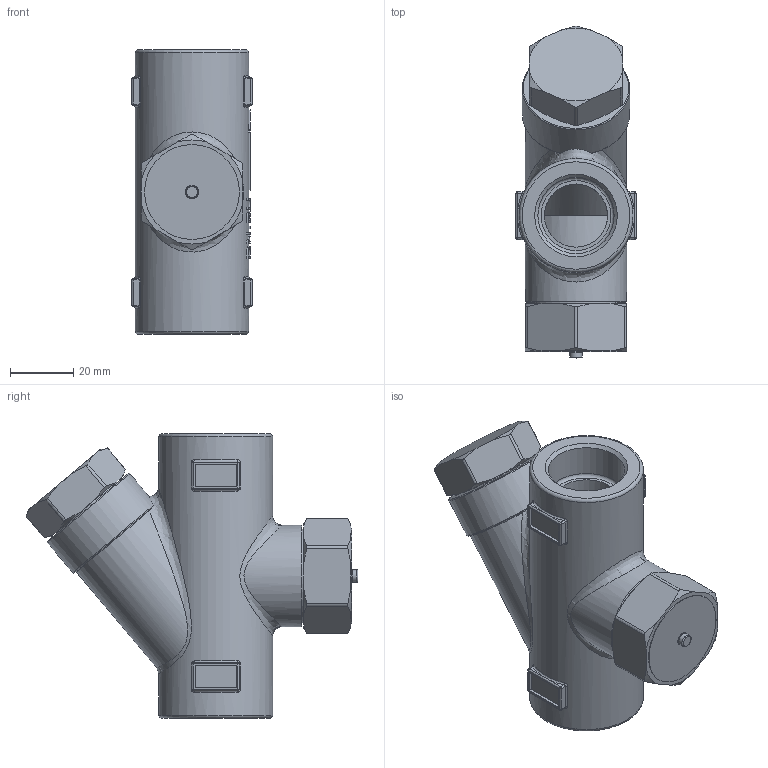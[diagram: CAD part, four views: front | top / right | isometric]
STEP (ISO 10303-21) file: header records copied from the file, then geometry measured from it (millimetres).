
FILE_DESCRIPTION(/* description */ (''),/* implementation_level */ '2;1');
FILE_NAME(/* name */ 'DN20_3D_STEP.stp',/* time_stamp */ '2025-11-26T00:45:21+03:00',/* author */ ('igorr'),/* organization */ (''),/* preprocessor_version */ 'ST-DEVELOPER v20',/* originating_system */ 'Autodesk Inventor 2025',/* authorisation */ '');
FILE_SCHEMA (('AUTOMOTIVE_DESIGN { 1 0 10303 214 3 1 1 }'));
Length unit declared in the file: millimetre
Products named in the file (1): Деталь1
Bounding box: 38 x 105 x 90 mm (x, y, z)
Volume: 133330.3 mm3; surface area: 25622.2 mm2
Topology: 1 solids, 1 shells, 298 faces, 712 edges, 444 vertices
Faces by surface type: plane 121, cylinder 76, bspline 41, cone 26, torus 18, sphere 16
Full cylindrical faces by diameter (mm): 3 x1, 4 x1, 4.2 x1, 20 x2, 24 x1, 24.117 x2, 30 x2, 32 x1, 34 x1, 36 x1
Entity records: 10686 total; most frequent: CARTESIAN_POINT 3723, ORIENTED_EDGE 1424, DIRECTION 1302, EDGE_CURVE 712, AXIS2_PLACEMENT_3D 496, VERTEX_POINT 444, EDGE_LOOP 326, LINE 310
